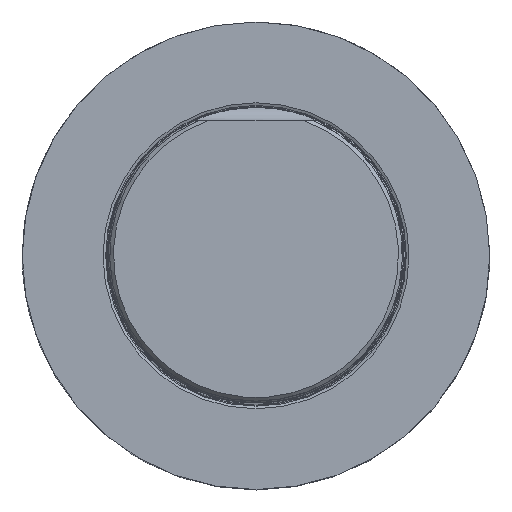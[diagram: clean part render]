
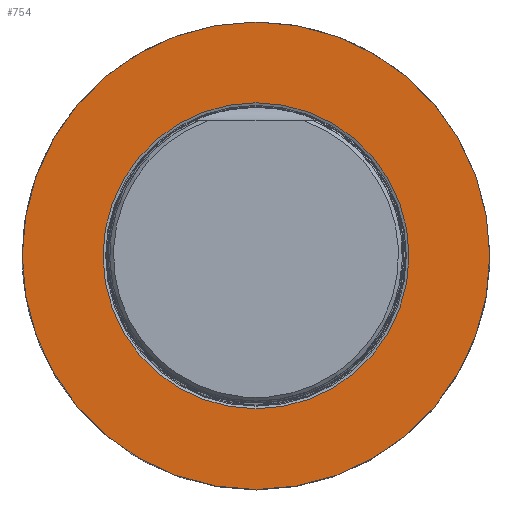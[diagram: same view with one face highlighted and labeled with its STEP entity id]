
A CAD part, top view. The second image highlights one B-rep face of the part: STEP entity #754.
In plain terms, the highlighted face is planar.
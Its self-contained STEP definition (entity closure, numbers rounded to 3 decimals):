
#219=FACE_BOUND('',#1764,.T.);
#220=FACE_BOUND('',#1765,.T.);
#754=ADVANCED_FACE('TB_IB_SU_5',(#219,#220),#1171,.T.);
#1171=PLANE('',#7525);
#1764=EDGE_LOOP('',(#3675));
#1765=EDGE_LOOP('',(#3676));
#3675=ORIENTED_EDGE('',*,*,#6344,.T.);
#3676=ORIENTED_EDGE('',*,*,#6353,.T.);
#5646=VERTEX_POINT('',#15418);
#5653=VERTEX_POINT('',#15501);
#6344=EDGE_CURVE('',#5646,#5646,#7252,.T.);
#6353=EDGE_CURVE('',#5653,#5653,#7253,.T.);
#7252=CIRCLE('',#7520,40.);
#7253=CIRCLE('',#7524,26.175);
#7520=AXIS2_PLACEMENT_3D('',#15417,#8360,#8361);
#7524=AXIS2_PLACEMENT_3D('',#15500,#8368,#8369);
#7525=AXIS2_PLACEMENT_3D('',#15502,#8370,#8371);
#8360=DIRECTION('',(0.,1.,0.));
#8361=DIRECTION('',(0.,0.,1.));
#8368=DIRECTION('',(0.,-1.,0.));
#8369=DIRECTION('',(0.,0.,1.));
#8370=DIRECTION('',(0.,1.,0.));
#8371=DIRECTION('',(0.,0.,1.));
#15417=CARTESIAN_POINT('',(0.,0.,0.));
#15418=CARTESIAN_POINT('',(0.,0.,40.));
#15500=CARTESIAN_POINT('',(0.,0.,0.));
#15501=CARTESIAN_POINT('',(0.,0.,26.175));
#15502=CARTESIAN_POINT('',(0.,0.,0.));
